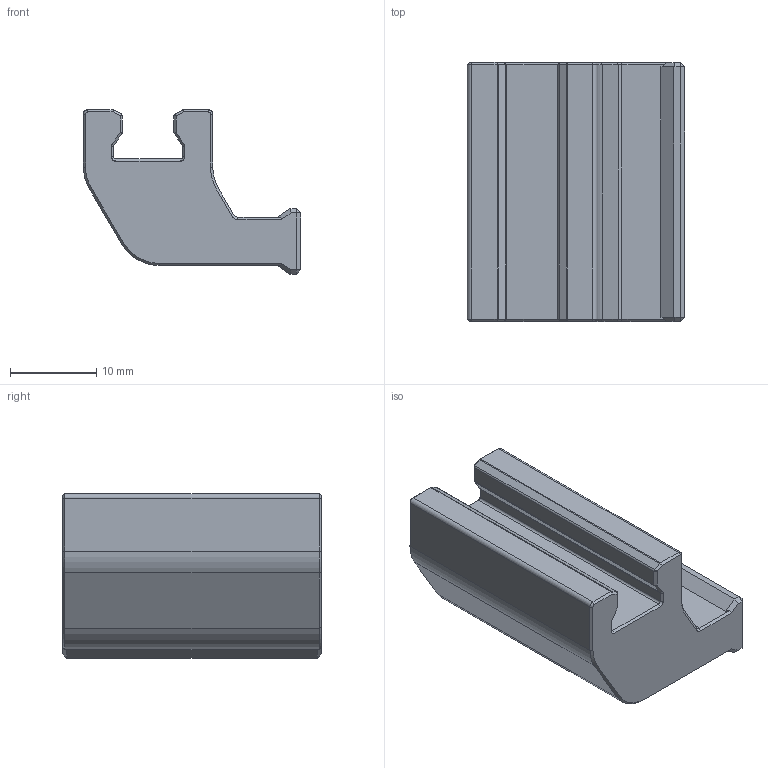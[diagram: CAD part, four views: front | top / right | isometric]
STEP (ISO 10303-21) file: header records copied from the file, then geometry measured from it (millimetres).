
FILE_DESCRIPTION(/* description */ ('STEP AP242','CAx-IF Rec.Pracs.---Representation and Presentation of Product Manufacturing Information (PMI)---4.0---2014-10-13','CAx-IF Rec.Pracs.---3D Tessellated Geometry---0.4---2014-09-14','2;1'),/* implementation_level */ '2;1');
FILE_NAME(/* name */ '66a0ccc2c002fe264e56d73d',/* time_stamp */ '2024-07-24T09:43:31Z',/* author */ (''),/* organization */ (''),/* preprocessor_version */ 'ST-DEVELOPER v20',/* originating_system */ ' ',/* authorisation */ ' ');
FILE_SCHEMA (('AP242_MANAGED_MODEL_BASED_3D_ENGINEERING_MIM_LF { 1 0 10303 442 1 1 4 }'));
Length unit declared in the file: metre
Products named in the file (1): 90deg Adapter
Bounding box: 25.18 x 30 x 19.05 mm (x, y, z)
Volume: 8000.7 mm3; surface area: 3323.1 mm2
Topology: 1 solids, 1 shells, 122 faces, 280 edges, 148 vertices
Faces by surface type: plane 74, cone 32, cylinder 16
Entity records: 3230 total; most frequent: DIRECTION 566, CARTESIAN_POINT 539, ORIENTED_EDGE 536, EDGE_CURVE 268, LINE 216, VECTOR 216, AXIS2_PLACEMENT_3D 175, VERTEX_POINT 148
